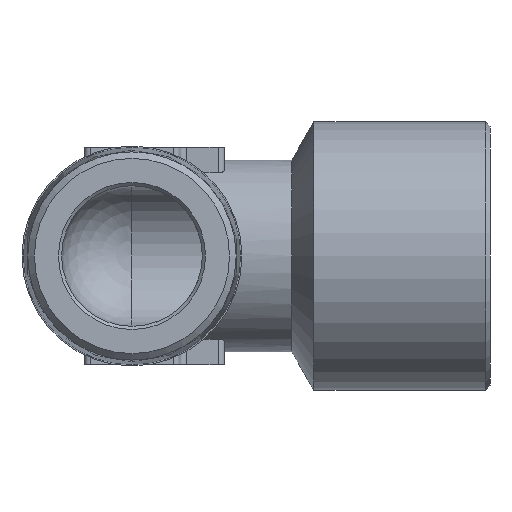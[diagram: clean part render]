
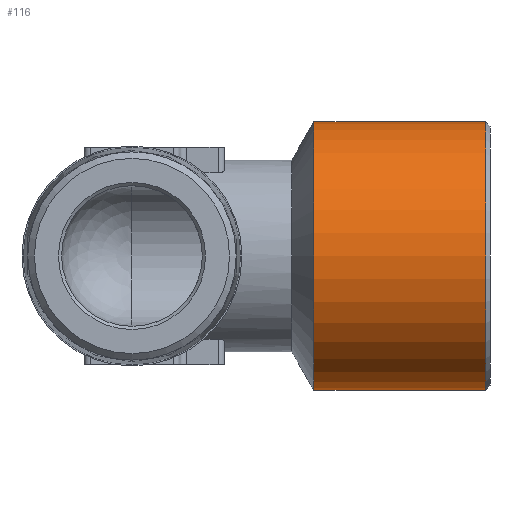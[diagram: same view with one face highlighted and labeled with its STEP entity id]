
A CAD part, front view. The second image highlights one B-rep face of the part: STEP entity #116.
In plain terms, the highlighted cylindrical face has radius 10.5 mm (diameter 21 mm), a full revolution.
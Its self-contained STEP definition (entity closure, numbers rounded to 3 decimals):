
#116 = ADVANCED_FACE( '', ( #261, #262 ), #263, .T. );
#261 = FACE_OUTER_BOUND( '', #432, .T. );
#262 = FACE_OUTER_BOUND( '', #433, .T. );
#263 = CYLINDRICAL_SURFACE( '', #434, 10.5 );
#432 = EDGE_LOOP( '', ( #693 ) );
#433 = EDGE_LOOP( '', ( #694 ) );
#434 = AXIS2_PLACEMENT_3D( '', #695, #696, #697 );
#693 = ORIENTED_EDGE( '', *, *, #999, .F. );
#694 = ORIENTED_EDGE( '', *, *, #1006, .T. );
#695 = CARTESIAN_POINT( '', ( 0., 26., 0. ) );
#696 = DIRECTION( '', ( 1., 0., 0. ) );
#697 = DIRECTION( '', ( 0., 0., 1. ) );
#999 = EDGE_CURVE( '', #1202, #1202, #1203, .T. );
#1006 = EDGE_CURVE( '', #1213, #1213, #1214, .T. );
#1202 = VERTEX_POINT( '', #1497 );
#1203 = CIRCLE( '', #1498, 10.5 );
#1213 = VERTEX_POINT( '', #1518 );
#1214 = CIRCLE( '', #1519, 10.5 );
#1497 = CARTESIAN_POINT( '', ( 14.23, 26., 10.5 ) );
#1498 = AXIS2_PLACEMENT_3D( '', #1780, #1781, #1782 );
#1518 = CARTESIAN_POINT( '', ( 27.65, 26., 10.5 ) );
#1519 = AXIS2_PLACEMENT_3D( '', #1785, #1786, #1787 );
#1780 = CARTESIAN_POINT( '', ( 14.23, 26., 0. ) );
#1781 = DIRECTION( '', ( -1., 0., 0. ) );
#1782 = DIRECTION( '', ( 0., 0., 1. ) );
#1785 = CARTESIAN_POINT( '', ( 27.65, 26., 0. ) );
#1786 = DIRECTION( '', ( -1., 0., 0. ) );
#1787 = DIRECTION( '', ( 0., 0., 1. ) );
